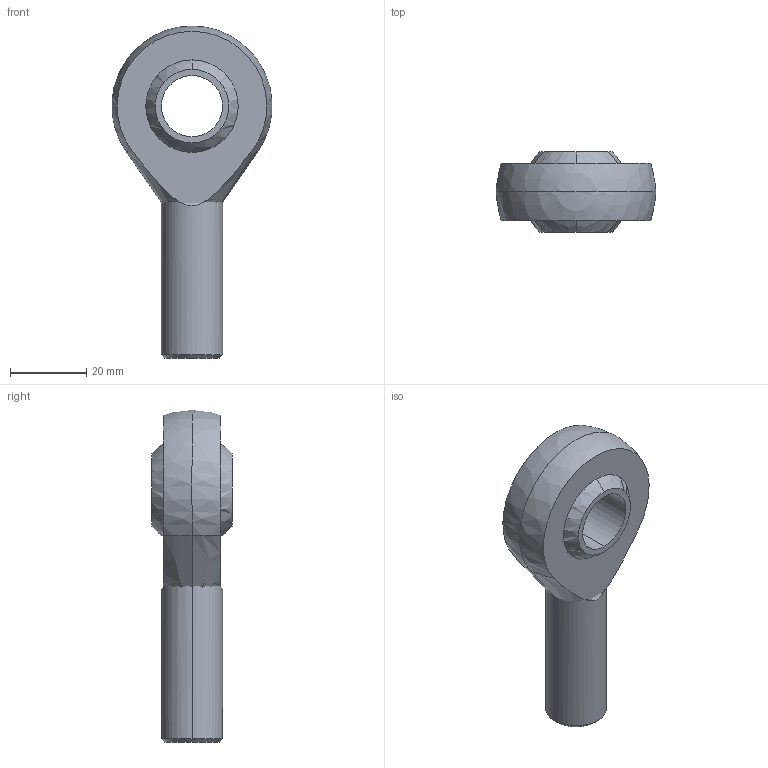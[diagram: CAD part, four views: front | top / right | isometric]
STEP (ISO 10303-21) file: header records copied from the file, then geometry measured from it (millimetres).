
FILE_DESCRIPTION(('no description'),'unknown implementation level');
FILE_NAME('KARM_16_1.stp',' ',('igus® GmbH'),('CADClick - KiM GmbH - www.kimweb.de'),'unknown preprocess','ACIS','unknown authorization');
FILE_SCHEMA(('automotive_design'));
Length unit declared in the file: millimetre
Products named in the file (3): 1; 2; 3
Bounding box: 41.91 x 21 x 87 mm (x, y, z)
Volume: 29982.9 mm3; surface area: 11198.9 mm2
Topology: 3 solids, 3 shells, 22 faces, 60 edges, 34 vertices
Faces by surface type: plane 8, sphere 6, cylinder 4, cone 4
Entity records: 1298 total; most frequent: DIRECTION 132, CARTESIAN_POINT 111, STYLED_ITEM 107, PRESENTATION_STYLE_ASSIGNMENT 107, COLOUR_RGB 107, ORIENTED_EDGE 96, AXIS2_PLACEMENT_3D 61, EDGE_CURVE 48
